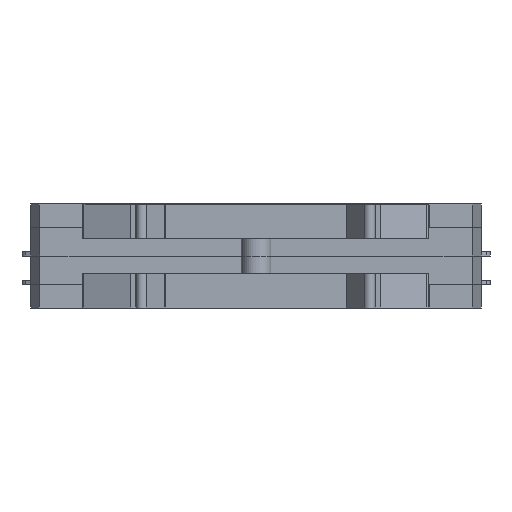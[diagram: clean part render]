
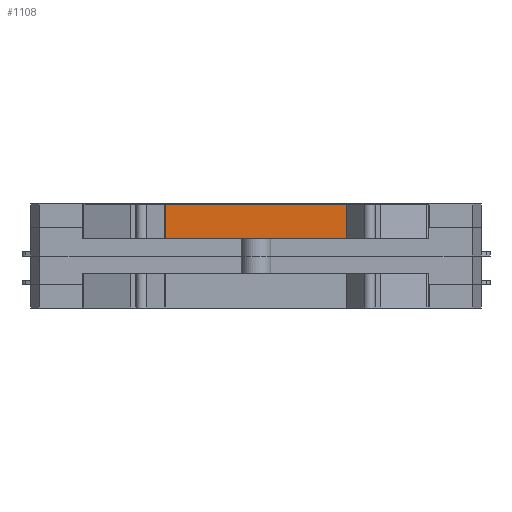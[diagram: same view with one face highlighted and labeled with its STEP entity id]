
A CAD part, front view. The second image highlights one B-rep face of the part: STEP entity #1108.
In plain terms, the highlighted planar face has unit normal (0, -1, 0).
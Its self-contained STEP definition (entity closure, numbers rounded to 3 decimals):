
#1108 = ADVANCED_FACE ( 'NONE', ( #27993 ), #30609, .F. ) ;
#1589 = ORIENTED_EDGE ( 'NONE', *, *, #31310, .T. ) ;
#2425 = LINE ( 'NONE', #29971, #18978 ) ;
#2753 = CARTESIAN_POINT ( 'NONE',  ( -15.595, -8.397, 5.889 ) ) ;
#2913 = EDGE_LOOP ( 'NONE', ( #17121, #21428, #8430, #1589 ) ) ;
#4402 = VERTEX_POINT ( 'NONE', #6923 ) ;
#5414 = VECTOR ( 'NONE', #19652, 1000. ) ;
#5578 = CARTESIAN_POINT ( 'NONE',  ( -15.595, -8.397, 5.889 ) ) ;
#6164 = AXIS2_PLACEMENT_3D ( 'NONE', #33520, #15554, #17602 ) ;
#6923 = CARTESIAN_POINT ( 'NONE',  ( -15.595, -8.397, 0. ) ) ;
#8430 = ORIENTED_EDGE ( 'NONE', *, *, #33102, .F. ) ;
#8497 = EDGE_CURVE ( 'NONE', #15090, #20274, #18863, .T. ) ;
#10432 = LINE ( 'NONE', #5578, #23717 ) ;
#10452 = VERTEX_POINT ( 'NONE', #2753 ) ;
#12501 = CARTESIAN_POINT ( 'NONE',  ( 15.795, -8.397, 5.889 ) ) ;
#14749 = DIRECTION ( 'NONE',  ( 0., 0., -1. ) ) ;
#14817 = VECTOR ( 'NONE', #14749, 1000. ) ;
#15090 = VERTEX_POINT ( 'NONE', #31745 ) ;
#15554 = DIRECTION ( 'NONE',  ( 0., 1., 0. ) ) ;
#16376 = EDGE_CURVE ( 'NONE', #4402, #20274, #2425, .T. ) ;
#17080 = CARTESIAN_POINT ( 'NONE',  ( -15.595, -8.397, 5.889 ) ) ;
#17121 = ORIENTED_EDGE ( 'NONE', *, *, #16376, .T. ) ;
#17540 = LINE ( 'NONE', #17080, #5414 ) ;
#17602 = DIRECTION ( 'NONE',  ( 0., 0., 1. ) ) ;
#18863 = LINE ( 'NONE', #12501, #14817 ) ;
#18978 = VECTOR ( 'NONE', #32569, 1000. ) ;
#19652 = DIRECTION ( 'NONE',  ( 1., 0., 0. ) ) ;
#20274 = VERTEX_POINT ( 'NONE', #30385 ) ;
#21428 = ORIENTED_EDGE ( 'NONE', *, *, #8497, .F. ) ;
#23717 = VECTOR ( 'NONE', #26235, 1000. ) ;
#26235 = DIRECTION ( 'NONE',  ( 0., 0., -1. ) ) ;
#27993 = FACE_OUTER_BOUND ( 'NONE', #2913, .T. ) ;
#29971 = CARTESIAN_POINT ( 'NONE',  ( -15.595, -8.397, 0. ) ) ;
#30385 = CARTESIAN_POINT ( 'NONE',  ( 15.795, -8.397, 0. ) ) ;
#30609 = PLANE ( 'NONE',  #6164 ) ;
#31310 = EDGE_CURVE ( 'NONE', #10452, #4402, #10432, .T. ) ;
#31745 = CARTESIAN_POINT ( 'NONE',  ( 15.795, -8.397, 5.889 ) ) ;
#32569 = DIRECTION ( 'NONE',  ( 1., 0., 0. ) ) ;
#33102 = EDGE_CURVE ( 'NONE', #10452, #15090, #17540, .T. ) ;
#33520 = CARTESIAN_POINT ( 'NONE',  ( -15.595, -8.397, 5.889 ) ) ;
